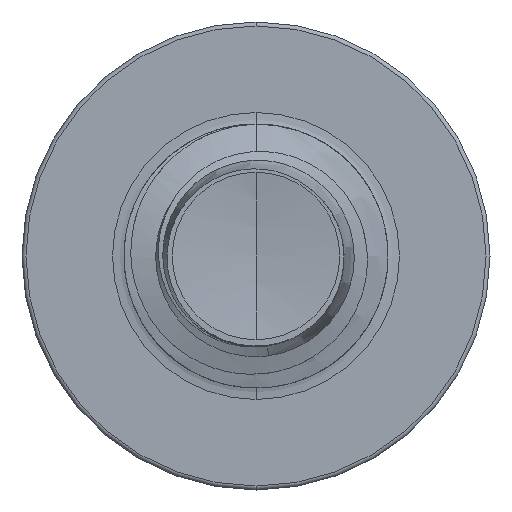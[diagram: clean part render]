
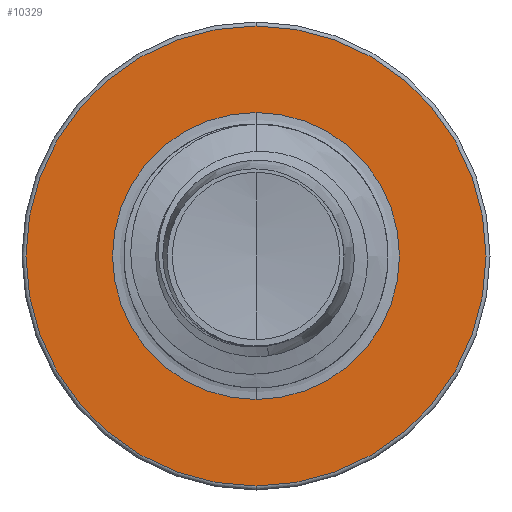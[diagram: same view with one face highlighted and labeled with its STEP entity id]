
A CAD part, front view. The second image highlights one B-rep face of the part: STEP entity #10329.
In plain terms, the highlighted planar face has unit normal (0, -1, 0).
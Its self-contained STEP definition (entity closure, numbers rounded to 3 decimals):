
#99 = DIRECTION ( 'NONE',  ( 0., 1., 0. ) ) ;
#1013 = EDGE_CURVE ( 'NONE', #3635, #4532, #16643, .T. ) ;
#1883 = AXIS2_PLACEMENT_3D ( 'NONE', #16914, #8200, #18313 ) ;
#2932 = VERTEX_POINT ( 'NONE', #14027 ) ;
#3635 = VERTEX_POINT ( 'NONE', #8771 ) ;
#4214 = VERTEX_POINT ( 'NONE', #19995 ) ;
#4532 = VERTEX_POINT ( 'NONE', #19157 ) ;
#4604 = AXIS2_PLACEMENT_3D ( 'NONE', #6306, #6397, #6344 ) ;
#5931 = AXIS2_PLACEMENT_3D ( 'NONE', #16010, #7026, #17354 ) ;
#6306 = CARTESIAN_POINT ( 'NONE',  ( 0., 7., 0. ) ) ;
#6344 = DIRECTION ( 'NONE',  ( 0., 0., 1. ) ) ;
#6397 = DIRECTION ( 'NONE',  ( 0., 1., 0. ) ) ;
#6702 = EDGE_LOOP ( 'NONE', ( #16555, #17196 ) ) ;
#7026 = DIRECTION ( 'NONE',  ( 0., 1., 0. ) ) ;
#7972 = CIRCLE ( 'NONE', #1883, 1.196 ) ;
#8200 = DIRECTION ( 'NONE',  ( 0., 1., 0. ) ) ;
#8509 = CARTESIAN_POINT ( 'NONE',  ( 0., 7., -1.196 ) ) ;
#8640 = EDGE_CURVE ( 'NONE', #2932, #4214, #15204, .T. ) ;
#8771 = CARTESIAN_POINT ( 'NONE',  ( 0., 7., -1.196 ) ) ;
#8991 = EDGE_CURVE ( 'NONE', #4214, #2932, #17959, .T. ) ;
#9949 = EDGE_CURVE ( 'NONE', #4532, #3635, #7972, .T. ) ;
#9961 = AXIS2_PLACEMENT_3D ( 'NONE', #8509, #18633, #10122 ) ;
#10122 = DIRECTION ( 'NONE',  ( 0., 0., 1. ) ) ;
#10329 = ADVANCED_FACE ( 'NONE', ( #18643, #16280 ), #20063, .F. ) ;
#10638 = CARTESIAN_POINT ( 'NONE',  ( 0., 7., 0. ) ) ;
#12140 = DIRECTION ( 'NONE',  ( 0., 0., 1. ) ) ;
#14027 = CARTESIAN_POINT ( 'NONE',  ( 0., 7., 1.917 ) ) ;
#14167 = EDGE_LOOP ( 'NONE', ( #15422, #16271 ) ) ;
#15204 = CIRCLE ( 'NONE', #5931, 1.917 ) ;
#15205 = AXIS2_PLACEMENT_3D ( 'NONE', #10638, #99, #12140 ) ;
#15422 = ORIENTED_EDGE ( 'NONE', *, *, #8640, .F. ) ;
#16010 = CARTESIAN_POINT ( 'NONE',  ( 0., 7., 0. ) ) ;
#16271 = ORIENTED_EDGE ( 'NONE', *, *, #8991, .F. ) ;
#16280 = FACE_BOUND ( 'NONE', #6702, .T. ) ;
#16555 = ORIENTED_EDGE ( 'NONE', *, *, #9949, .T. ) ;
#16643 = CIRCLE ( 'NONE', #4604, 1.196 ) ;
#16914 = CARTESIAN_POINT ( 'NONE',  ( 0., 7., 0. ) ) ;
#17196 = ORIENTED_EDGE ( 'NONE', *, *, #1013, .T. ) ;
#17354 = DIRECTION ( 'NONE',  ( 0., 0., 1. ) ) ;
#17959 = CIRCLE ( 'NONE', #15205, 1.917 ) ;
#18313 = DIRECTION ( 'NONE',  ( 0., 0., 1. ) ) ;
#18633 = DIRECTION ( 'NONE',  ( 0., 1., 0. ) ) ;
#18643 = FACE_OUTER_BOUND ( 'NONE', #14167, .T. ) ;
#19157 = CARTESIAN_POINT ( 'NONE',  ( 0., 7., 1.196 ) ) ;
#19995 = CARTESIAN_POINT ( 'NONE',  ( 0., 7., -1.917 ) ) ;
#20063 = PLANE ( 'NONE',  #9961 ) ;
